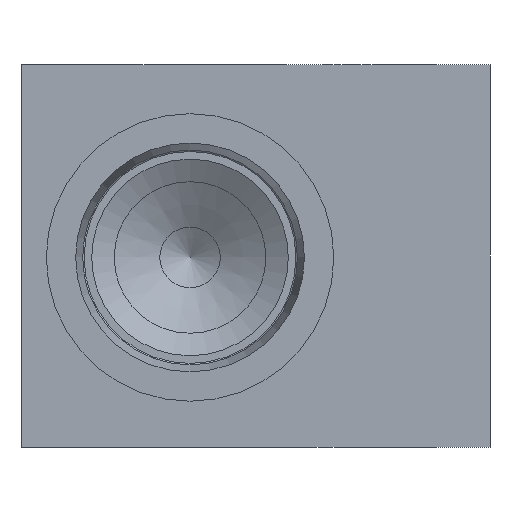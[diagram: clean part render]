
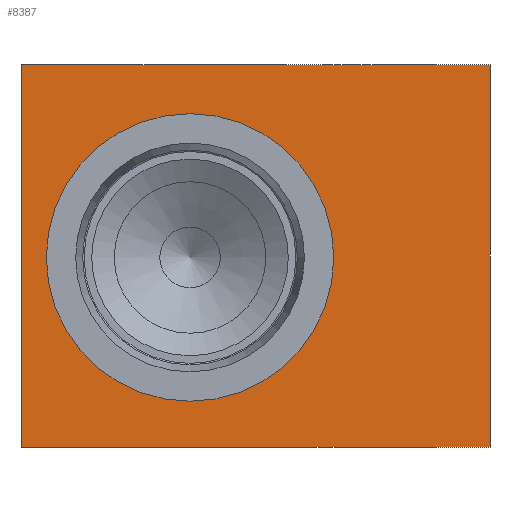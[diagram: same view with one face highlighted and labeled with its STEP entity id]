
A CAD part, front view. The second image highlights one B-rep face of the part: STEP entity #8387.
In plain terms, the highlighted planar face has unit normal (0, -1, 0).
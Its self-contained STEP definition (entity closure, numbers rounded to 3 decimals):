
#89=CIRCLE('',#8720,15.08);
#90=CIRCLE('',#8721,15.08);
#207=FACE_BOUND('',#1450,.T.);
#994=FACE_OUTER_BOUND('',#1449,.T.);
#1449=EDGE_LOOP('',(#7315,#7316,#7317,#7318));
#1450=EDGE_LOOP('',(#7319,#7320));
#1848=LINE('',#13078,#2663);
#2283=LINE('',#14340,#3098);
#2284=LINE('',#14342,#3099);
#2285=LINE('',#14343,#3100);
#2663=VECTOR('',#9400,10.);
#3098=VECTOR('',#10445,10.);
#3099=VECTOR('',#10448,10.);
#3100=VECTOR('',#10449,10.);
#3498=VERTEX_POINT('',#13075);
#3499=VERTEX_POINT('',#13077);
#3820=VERTEX_POINT('',#14141);
#3821=VERTEX_POINT('',#14142);
#3892=VERTEX_POINT('',#14336);
#3893=VERTEX_POINT('',#14338);
#4489=EDGE_CURVE('',#3498,#3499,#1848,.T.);
#4955=EDGE_CURVE('',#3820,#3821,#89,.T.);
#4956=EDGE_CURVE('',#3821,#3820,#90,.T.);
#5048=EDGE_CURVE('',#3892,#3893,#2283,.T.);
#5049=EDGE_CURVE('',#3498,#3892,#2284,.T.);
#5050=EDGE_CURVE('',#3499,#3893,#2285,.T.);
#7315=ORIENTED_EDGE('',*,*,#5049,.T.);
#7316=ORIENTED_EDGE('',*,*,#5048,.T.);
#7317=ORIENTED_EDGE('',*,*,#5050,.F.);
#7318=ORIENTED_EDGE('',*,*,#4489,.F.);
#7319=ORIENTED_EDGE('',*,*,#4955,.T.);
#7320=ORIENTED_EDGE('',*,*,#4956,.T.);
#7615=PLANE('',#8812);
#8387=ADVANCED_FACE('',(#994,#207),#7615,.T.);
#8720=AXIS2_PLACEMENT_3D('',#14143,#10228,#10229);
#8721=AXIS2_PLACEMENT_3D('',#14144,#10230,#10231);
#8812=AXIS2_PLACEMENT_3D('',#14341,#10446,#10447);
#9400=DIRECTION('',(0.,0.,1.));
#10228=DIRECTION('center_axis',(0.,1.,0.));
#10229=DIRECTION('ref_axis',(1.,0.,0.));
#10230=DIRECTION('center_axis',(0.,1.,0.));
#10231=DIRECTION('ref_axis',(1.,0.,0.));
#10445=DIRECTION('',(0.,0.,1.));
#10446=DIRECTION('center_axis',(0.,-1.,0.));
#10447=DIRECTION('ref_axis',(1.,0.,0.));
#10448=DIRECTION('',(1.,0.,0.));
#10449=DIRECTION('',(1.,0.,0.));
#13075=CARTESIAN_POINT('',(0.,0.,0.));
#13077=CARTESIAN_POINT('',(0.,0.,40.132));
#13078=CARTESIAN_POINT('',(0.,0.,0.));
#14141=CARTESIAN_POINT('',(32.708,0.,19.914));
#14142=CARTESIAN_POINT('',(2.548,0.,19.914));
#14143=CARTESIAN_POINT('Origin',(17.628,0.,19.914));
#14144=CARTESIAN_POINT('Origin',(17.628,0.,19.914));
#14336=CARTESIAN_POINT('',(49.098,0.,0.));
#14338=CARTESIAN_POINT('',(49.098,0.,40.132));
#14340=CARTESIAN_POINT('',(49.098,0.,0.));
#14341=CARTESIAN_POINT('Origin',(0.,0.,0.));
#14342=CARTESIAN_POINT('',(0.,0.,0.));
#14343=CARTESIAN_POINT('',(0.,0.,40.132));
